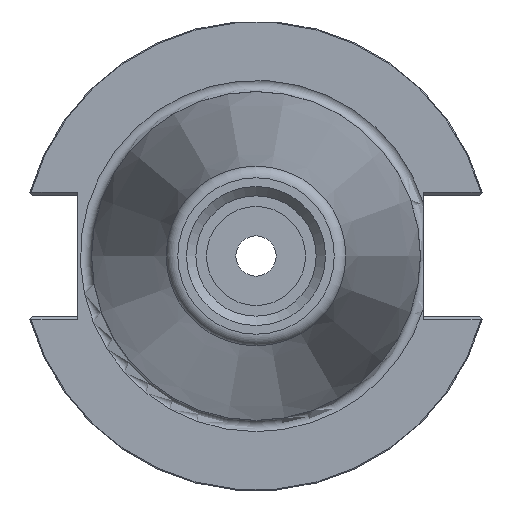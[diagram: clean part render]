
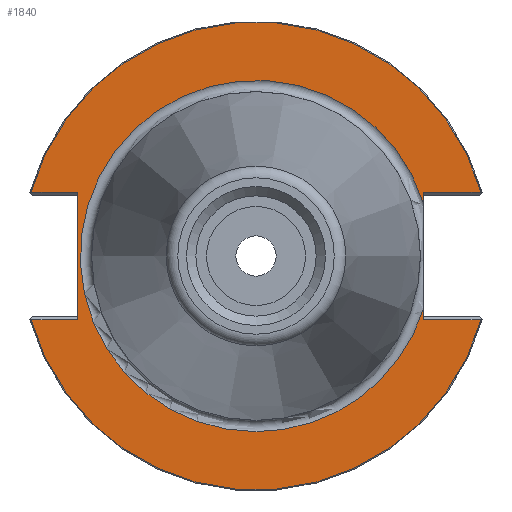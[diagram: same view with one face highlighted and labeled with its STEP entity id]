
A CAD part, left-side view. The second image highlights one B-rep face of the part: STEP entity #1840.
In plain terms, the highlighted planar face has unit normal (-1, 0, 0).
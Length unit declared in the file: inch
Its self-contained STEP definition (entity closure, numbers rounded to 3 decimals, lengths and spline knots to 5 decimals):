
#223=LINE('',#2764,#350);
#224=LINE('',#2786,#351);
#231=LINE('',#2838,#358);
#233=LINE('',#2842,#360);
#234=LINE('',#2844,#361);
#235=LINE('',#2846,#362);
#236=LINE('',#2849,#363);
#350=VECTOR('',#2269,0.0526);
#351=VECTOR('',#2270,0.0526);
#358=VECTOR('',#2289,0.30821);
#360=VECTOR('',#2293,0.24821);
#361=VECTOR('',#2294,0.67625);
#362=VECTOR('',#2295,0.24821);
#363=VECTOR('',#2298,0.30821);
#518=FACE_OUTER_BOUND('',#637,.T.);
#637=EDGE_LOOP('',(#1355,#1356,#1357,#1358,#1359,#1360,#1361,#1362,#1363,
#1364,#1365));
#755=CIRCLE('',#2002,1.245);
#757=CIRCLE('',#2008,1.245);
#758=CIRCLE('',#2009,0.93468);
#759=CIRCLE('',#2010,0.93468);
#846=VERTEX_POINT('',#2761);
#847=VERTEX_POINT('',#2763);
#848=VERTEX_POINT('',#2765);
#849=VERTEX_POINT('',#2785);
#853=VERTEX_POINT('',#2794);
#854=VERTEX_POINT('',#2803);
#861=VERTEX_POINT('',#2841);
#862=VERTEX_POINT('',#2843);
#863=VERTEX_POINT('',#2845);
#864=VERTEX_POINT('',#2847);
#865=VERTEX_POINT('',#2850);
#1031=EDGE_CURVE('',#847,#846,#223,.T.);
#1033=EDGE_CURVE('',#849,#848,#224,.T.);
#1038=EDGE_CURVE('',#853,#854,#755,.T.);
#1047=EDGE_CURVE('',#846,#854,#231,.T.);
#1049=EDGE_CURVE('',#861,#853,#233,.T.);
#1050=EDGE_CURVE('',#862,#861,#234,.T.);
#1051=EDGE_CURVE('',#863,#862,#235,.T.);
#1052=EDGE_CURVE('',#864,#863,#757,.T.);
#1053=EDGE_CURVE('',#864,#849,#236,.T.);
#1054=EDGE_CURVE('',#848,#865,#758,.T.);
#1055=EDGE_CURVE('',#865,#847,#759,.T.);
#1355=ORIENTED_EDGE('',*,*,#1038,.F.);
#1356=ORIENTED_EDGE('',*,*,#1049,.F.);
#1357=ORIENTED_EDGE('',*,*,#1050,.F.);
#1358=ORIENTED_EDGE('',*,*,#1051,.F.);
#1359=ORIENTED_EDGE('',*,*,#1052,.F.);
#1360=ORIENTED_EDGE('',*,*,#1053,.T.);
#1361=ORIENTED_EDGE('',*,*,#1033,.T.);
#1362=ORIENTED_EDGE('',*,*,#1054,.T.);
#1363=ORIENTED_EDGE('',*,*,#1055,.T.);
#1364=ORIENTED_EDGE('',*,*,#1031,.T.);
#1365=ORIENTED_EDGE('',*,*,#1047,.T.);
#1782=PLANE('',#2007);
#1840=ADVANCED_FACE('',(#518),#1782,.T.);
#2002=AXIS2_PLACEMENT_3D('',#2804,#2276,#2277);
#2007=AXIS2_PLACEMENT_3D('',#2840,#2291,#2292);
#2008=AXIS2_PLACEMENT_3D('',#2848,#2296,#2297);
#2009=AXIS2_PLACEMENT_3D('',#2851,#2299,#2300);
#2010=AXIS2_PLACEMENT_3D('',#2852,#2301,#2302);
#2269=DIRECTION('',(0.,0.,1.));
#2270=DIRECTION('',(0.,0.,1.));
#2276=DIRECTION('center_axis',(1.,0.,0.));
#2277=DIRECTION('ref_axis',(0.,0.,
1.));
#2289=DIRECTION('',(0.,-1.,0.));
#2291=DIRECTION('center_axis',(-1.,0.,0.));
#2292=DIRECTION('ref_axis',(0.,0.,1.));
#2293=DIRECTION('',(0.,1.,0.));
#2294=DIRECTION('',(0.,0.,1.));
#2295=DIRECTION('',(0.,-1.,0.));
#2296=DIRECTION('center_axis',(1.,0.,0.));
#2297=DIRECTION('ref_axis',(0.,0.,
-1.));
#2298=DIRECTION('',(0.,1.,0.));
#2299=DIRECTION('center_axis',(1.,0.,0.));
#2300=DIRECTION('ref_axis',(0.,0.,1.));
#2301=DIRECTION('center_axis',(1.,0.,0.));
#2302=DIRECTION('ref_axis',(0.,0.,1.));
#2761=CARTESIAN_POINT('',(-1.17746,-0.89001,0.33812));
#2763=CARTESIAN_POINT('',(-1.17746,-0.89001,0.28553));
#2764=CARTESIAN_POINT('',(-1.17746,-0.89001,0.));
#2765=CARTESIAN_POINT('',(-1.17746,-0.89001,-0.28553));
#2785=CARTESIAN_POINT('',(-1.17746,-0.89001,-0.33813));
#2786=CARTESIAN_POINT('',(-1.17746,-0.89001,0.));
#2794=CARTESIAN_POINT('',(-1.17746,1.19819,0.33812));
#2803=CARTESIAN_POINT('',(-1.17746,-1.19822,0.33812));
#2804=CARTESIAN_POINT('Origin',(-1.17746,-0.00001,
0.));
#2838=CARTESIAN_POINT('',(-1.17746,-0.90251,0.33812));
#2840=CARTESIAN_POINT('Origin',(-1.17746,-0.87501,0.));
#2841=CARTESIAN_POINT('',(-1.17746,0.94999,0.33812));
#2842=CARTESIAN_POINT('',(-1.17746,0.02749,0.33812));
#2843=CARTESIAN_POINT('',(-1.17746,0.94999,-0.33813));
#2844=CARTESIAN_POINT('',(-1.17746,0.94999,-0.33813));
#2845=CARTESIAN_POINT('',(-1.17746,1.19819,-0.33813));
#2846=CARTESIAN_POINT('',(-1.17746,0.27749,-0.33813));
#2847=CARTESIAN_POINT('',(-1.17746,-1.19822,-0.33813));
#2848=CARTESIAN_POINT('Origin',(-1.17746,-0.00001,
0.));
#2849=CARTESIAN_POINT('',(-1.17746,-0.90251,-0.33813));
#2850=CARTESIAN_POINT('',(-1.17746,-0.00001,-0.93468));
#2851=CARTESIAN_POINT('Origin',(-1.17746,-0.00001,
0.));
#2852=CARTESIAN_POINT('Origin',(-1.17746,-0.00001,
0.));
